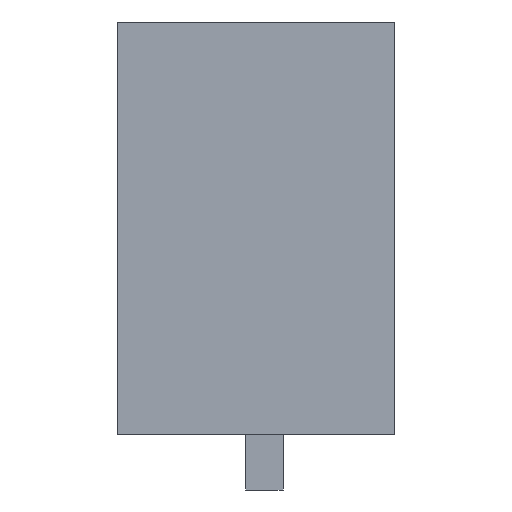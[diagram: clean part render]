
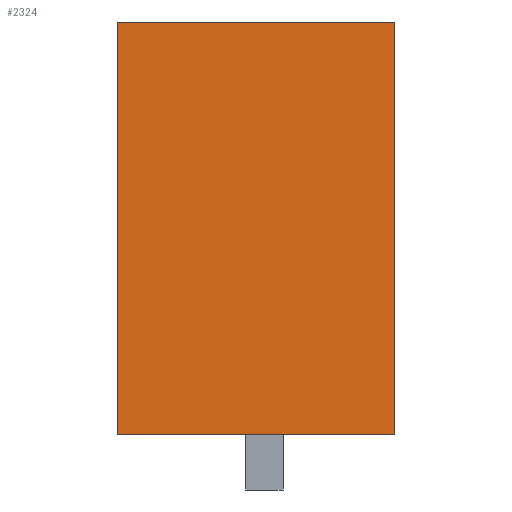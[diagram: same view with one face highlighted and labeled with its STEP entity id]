
A CAD part, left-side view. The second image highlights one B-rep face of the part: STEP entity #2324.
In plain terms, the highlighted planar face has unit normal (-1, 0, 0).
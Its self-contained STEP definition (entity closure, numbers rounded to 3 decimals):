
#2304=AXIS2_PLACEMENT_3D('Plane Axis2P3D',#2301,#2302,#2303) ;
#276=CARTESIAN_POINT('Vertex',(0.,7.45,1.5)) ;
#279=CARTESIAN_POINT('Line Origine',(0.,7.45,7.025)) ;
#283=CARTESIAN_POINT('Vertex',(0.,7.45,12.55)) ;
#2285=CARTESIAN_POINT('Vertex',(0.,0.,1.5)) ;
#2288=CARTESIAN_POINT('Line Origine',(0.,3.725,1.5)) ;
#2301=CARTESIAN_POINT('Axis2P3D Location',(0.,7.45,0.1)) ;
#2306=CARTESIAN_POINT('Line Origine',(0.,0.,7.025)) ;
#2310=CARTESIAN_POINT('Vertex',(0.,0.,12.55)) ;
#2313=CARTESIAN_POINT('Line Origine',(0.,3.725,12.55)) ;
#280=DIRECTION('Vector Direction',(0.,0.,1.)) ;
#2289=DIRECTION('Vector Direction',(0.,1.,0.)) ;
#2302=DIRECTION('Axis2P3D Direction',(1.,0.,0.)) ;
#2303=DIRECTION('Axis2P3D XDirection',(0.,0.,-1.)) ;
#2307=DIRECTION('Vector Direction',(0.,0.,-1.)) ;
#2314=DIRECTION('Vector Direction',(0.,-1.,0.)) ;
#281=VECTOR('Line Direction',#280,1.) ;
#2290=VECTOR('Line Direction',#2289,1.) ;
#2308=VECTOR('Line Direction',#2307,1.) ;
#2315=VECTOR('Line Direction',#2314,1.) ;
#2319=ORIENTED_EDGE('',*,*,#2292,.F.) ;
#2320=ORIENTED_EDGE('',*,*,#2312,.F.) ;
#2321=ORIENTED_EDGE('',*,*,#2317,.F.) ;
#2322=ORIENTED_EDGE('',*,*,#285,.F.) ;
#2324=ADVANCED_FACE('HOUSING',(#2323),#2305,.F.) ;
#285=EDGE_CURVE('',#277,#284,#282,.T.) ;
#2292=EDGE_CURVE('',#2286,#277,#2291,.T.) ;
#2312=EDGE_CURVE('',#2311,#2286,#2309,.T.) ;
#2317=EDGE_CURVE('',#284,#2311,#2316,.T.) ;
#2318=EDGE_LOOP('',(#2319,#2320,#2321,#2322)) ;
#2323=FACE_OUTER_BOUND('',#2318,.T.) ;
#282=LINE('Line',#279,#281) ;
#2291=LINE('Line',#2288,#2290) ;
#2309=LINE('Line',#2306,#2308) ;
#2316=LINE('Line',#2313,#2315) ;
#2305=PLANE('',#2304) ;
#277=VERTEX_POINT('',#276) ;
#284=VERTEX_POINT('',#283) ;
#2286=VERTEX_POINT('',#2285) ;
#2311=VERTEX_POINT('',#2310) ;
